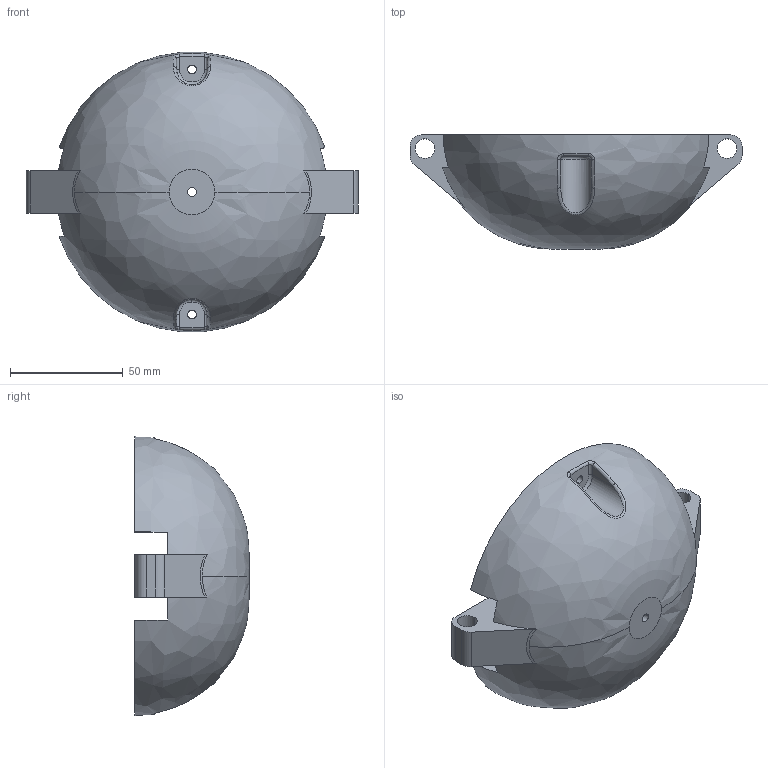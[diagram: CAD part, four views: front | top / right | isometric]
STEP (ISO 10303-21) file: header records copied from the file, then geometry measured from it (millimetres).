
FILE_DESCRIPTION (( 'STEP AP214' ), '1' );
FILE_NAME ('Final Payload_Bottom.STEP', '2020-09-23T17:54:20', ( '' ), ( '' ), 'SwSTEP 2.0', 'SolidWorks 2019', '' );
FILE_SCHEMA (( 'AUTOMOTIVE_DESIGN' ));
Length unit declared in the file: inch
Products named in the file (1): Final Payload_Bottom
Bounding box: 147.54 x 50.8 x 124.03 mm (x, y, z)
Volume: 361357.6 mm3; surface area: 43708.1 mm2
Topology: 1 solids, 1 shells, 108 faces, 286 edges, 185 vertices
Faces by surface type: plane 50, cylinder 39, bspline 14, torus 5
Entity records: 4494 total; most frequent: CARTESIAN_POINT 1803, ORIENTED_EDGE 572, DIRECTION 534, EDGE_CURVE 286, AXIS2_PLACEMENT_3D 196, VERTEX_POINT 185, LINE 142, VECTOR 142
